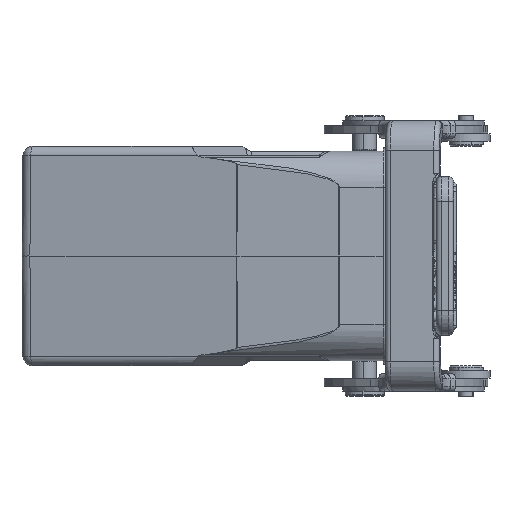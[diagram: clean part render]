
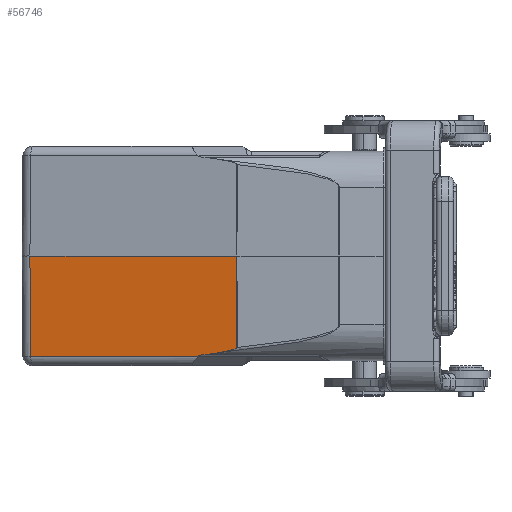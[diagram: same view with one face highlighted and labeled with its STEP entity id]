
A CAD part, left-side view. The second image highlights one B-rep face of the part: STEP entity #56746.
In plain terms, the highlighted planar face has unit normal (-0.982, 0.191, -0.009).
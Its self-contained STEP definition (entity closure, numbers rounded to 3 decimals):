
#4364=CARTESIAN_POINT('',(-43.44,5.83,
-20.136));
#4365=CARTESIAN_POINT('',(-43.487,5.586,
-20.103));
#4366=CARTESIAN_POINT('',(-43.582,5.101,
-20.035));
#4367=CARTESIAN_POINT('',(-43.724,4.38,
-19.928));
#4368=CARTESIAN_POINT('',(-43.815,3.912,
-19.855));
#4369=CARTESIAN_POINT('',(-43.861,3.676,
-19.818));
#16657=DIRECTION('',(-0.191,-0.982,
0.));
#16658=VECTOR('',#16657,34.889);
#16659=CARTESIAN_POINT('',(-36.366,42.203,
-20.517));
#16660=LINE('',#16659,#16658);
#16673=DIRECTION('',(-0.007,0.009,1.));
#16674=VECTOR('',#16673,20.519);
#16675=CARTESIAN_POINT('',(-36.366,42.203,
-20.517));
#16676=LINE('',#16675,#16674);
#16677=DIRECTION('',(-0.191,-0.982,0.));
#16678=VECTOR('',#16677,43.124);
#16679=CARTESIAN_POINT('',(-36.514,42.382,
0.));
#16680=LINE('',#16679,#16678);
#16686=CARTESIAN_POINT('',(-43.052,7.814,-20.349));
#16687=CARTESIAN_POINT('',(-43.181,7.151,
-20.296));
#16688=CARTESIAN_POINT('',(-43.311,6.489,
-20.227));
#16689=CARTESIAN_POINT('',(-43.44,5.83,
-20.136));
#16705=DIRECTION('',(-0.13,-0.634,0.763));
#16706=VECTOR('',#16705,0.221);
#16707=CARTESIAN_POINT('',(-43.023,7.954,
-20.517));
#16708=LINE('',#16707,#16706);
#17397=CARTESIAN_POINT('',(-43.861,3.676,
-19.818));
#17398=CARTESIAN_POINT('',(-43.903,3.459,
-19.783));
#17399=CARTESIAN_POINT('',(-43.985,3.046,
-19.713));
#17400=CARTESIAN_POINT('',(-44.086,2.526,
-19.617));
#17401=CARTESIAN_POINT('',(-44.175,2.075,
-19.526));
#17402=CARTESIAN_POINT('',(-44.251,1.686,
-19.44));
#17403=CARTESIAN_POINT('',(-44.317,1.351,
-19.359));
#17404=CARTESIAN_POINT('',(-44.374,1.064,
-19.281));
#17405=CARTESIAN_POINT('',(-44.423,0.812,
-19.207));
#17406=CARTESIAN_POINT('',(-44.492,0.463,
-19.085));
#17407=CARTESIAN_POINT('',(-44.543,0.207,
-18.975));
#17408=CARTESIAN_POINT('',(-44.57,0.073,
-18.887));
#17409=CARTESIAN_POINT('',(-44.58,0.023,
-18.831));
#17427=DIRECTION('',(-0.009,0.001,1.));
#17428=VECTOR('',#17427,18.832);
#17429=CARTESIAN_POINT('',(-44.58,0.023,
-18.831));
#17430=LINE('',#17429,#17428);
#22306=CARTESIAN_POINT('',(-44.742,0.05,
0.));
#22308=VERTEX_POINT('',#22306);
#22310=CARTESIAN_POINT('',(-36.514,42.382,
0.));
#22311=VERTEX_POINT('',#22310);
#22335=CARTESIAN_POINT('',(-43.44,5.83,
-20.136));
#22336=VERTEX_POINT('',#22335);
#22337=VERTEX_POINT('',#4369);
#22925=CARTESIAN_POINT('',(-36.366,42.203,
-20.517));
#22926=VERTEX_POINT('',#22925);
#23588=CARTESIAN_POINT('',(-43.023,7.954,
-20.517));
#23589=CARTESIAN_POINT('',(-43.052,7.814,-20.349));
#23590=VERTEX_POINT('',#23588);
#23591=VERTEX_POINT('',#23589);
#23596=CARTESIAN_POINT('',(-44.58,0.023,
-18.831));
#23597=VERTEX_POINT('',#23596);
#56726=CARTESIAN_POINT('',(-46.119,-7.035,0.));
#56727=DIRECTION('',(-0.982,0.191,-0.009));
#56728=DIRECTION('',(-0.191,-0.982,0.));
#56729=AXIS2_PLACEMENT_3D('',#56726,#56727,#56728);
#56730=PLANE('',#56729);
#56731=ORIENTED_EDGE('',*,*,#35020,.F.);
#56733=ORIENTED_EDGE('',*,*,#56732,.F.);
#56735=ORIENTED_EDGE('',*,*,#56734,.F.);
#56736=ORIENTED_EDGE('',*,*,#56716,.F.);
#56737=ORIENTED_EDGE('',*,*,#56633,.T.);
#56739=ORIENTED_EDGE('',*,*,#56738,.T.);
#56741=ORIENTED_EDGE('',*,*,#56740,.F.);
#56743=ORIENTED_EDGE('',*,*,#56742,.F.);
#56744=EDGE_LOOP('',(#56731,#56733,#56735,#56736,#56737,#56739,#56741,#56743));
#56745=FACE_OUTER_BOUND('',#56744,.F.);
#56746=ADVANCED_FACE('',(#56745),#56730,.T.);
#4370=B_SPLINE_CURVE_WITH_KNOTS('',3,(#4364,#4365,#4366,#4367,#4368,#4369),
.UNSPECIFIED.,.F.,.F.,(4,1,1,4),(0.,0.333,0.667,1.),
.UNSPECIFIED.);
#16690=B_SPLINE_CURVE_WITH_KNOTS('',3,(#16686,#16687,#16688,#16689),
.UNSPECIFIED.,.F.,.F.,(4,4),(0.,1.),.UNSPECIFIED.);
#17410=B_SPLINE_CURVE_WITH_KNOTS('',3,(#17397,#17398,#17399,#17400,#17401,
#17402,#17403,#17404,#17405,#17406,#17407,#17408,#17409),.UNSPECIFIED.,.F.,.F.,(
4,1,1,1,1,1,1,1,1,1,4),(0.,0.1,0.2,0.3,0.4,0.5,0.6,0.7,0.8,
0.9,1.),.UNSPECIFIED.);
#35020=EDGE_CURVE('',#22336,#22337,#4370,.T.);
#56633=EDGE_CURVE('',#22926,#22311,#16676,.T.);
#56716=EDGE_CURVE('',#22926,#23590,#16660,.T.);
#56732=EDGE_CURVE('',#23591,#22336,#16690,.T.);
#56734=EDGE_CURVE('',#23590,#23591,#16708,.T.);
#56738=EDGE_CURVE('',#22311,#22308,#16680,.T.);
#56740=EDGE_CURVE('',#23597,#22308,#17430,.T.);
#56742=EDGE_CURVE('',#22337,#23597,#17410,.T.);
